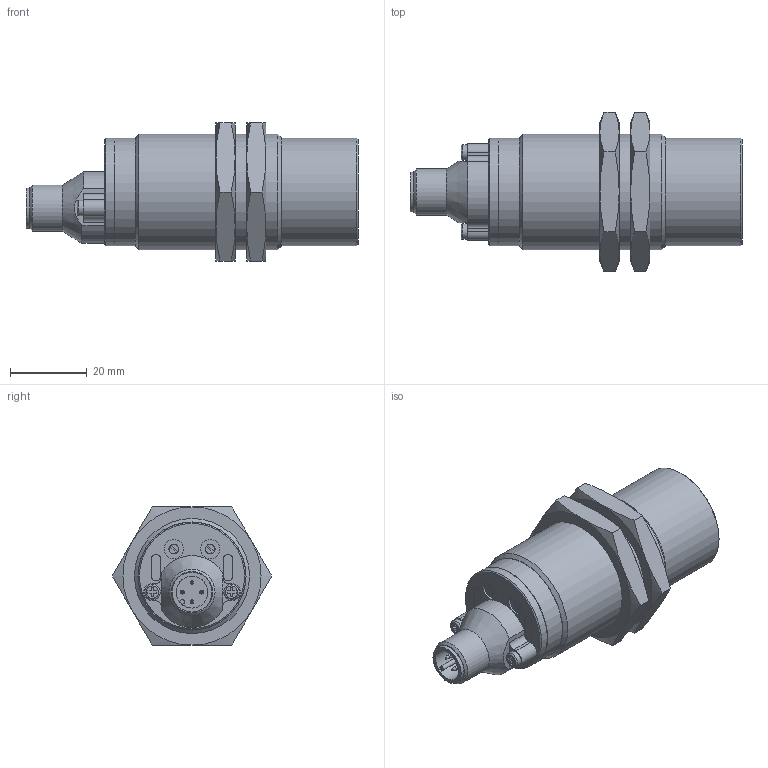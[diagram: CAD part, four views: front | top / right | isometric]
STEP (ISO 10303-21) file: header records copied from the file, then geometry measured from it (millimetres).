
FILE_DESCRIPTION (( 'STEP AP214' ), '1' );
FILE_NAME ('BCS007L.STEP', '2023-07-19T18:22:43', ( '' ), ( '' ), 'SwSTEP 2.0', 'SolidWorks 2021', '' );
FILE_SCHEMA (( 'AUTOMOTIVE_DESIGN' ));
Length unit declared in the file: inch
Products named in the file (1): BCS007L
Bounding box: 86.5 x 41.57 x 36 mm (x, y, z)
Volume: 51928.7 mm3; surface area: 12423.6 mm2
Topology: 3 solids, 3 shells, 160 faces, 368 edges, 235 vertices
Faces by surface type: plane 87, cone 38, cylinder 33, bspline 2
Full cylindrical faces by diameter (mm): 1 x4, 2.5 x2, 4 x2, 5 x2, 8.3 x1, 10.4 x1, 12 x1, 27.8 x1, 28 x3, 28.376 x2, 30 x1
Entity records: 6451 total; most frequent: CARTESIAN_POINT 1050, DIRECTION 695, ORIENTED_EDGE 638, EDGE_CURVE 319, AXIS2_PLACEMENT_3D 269, VERTEX_POINT 222, EDGE_LOOP 221, FACE_OUTER_BOUND 182
